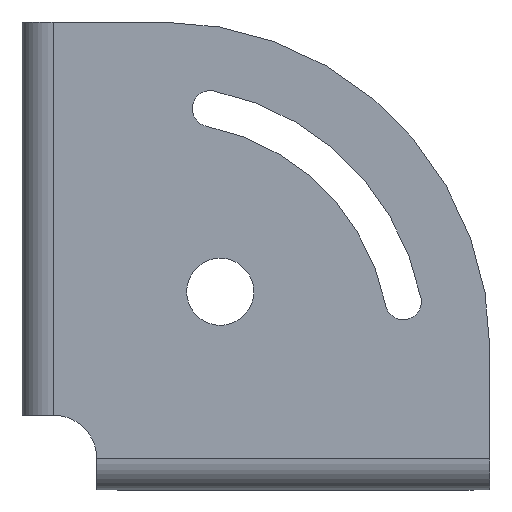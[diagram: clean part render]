
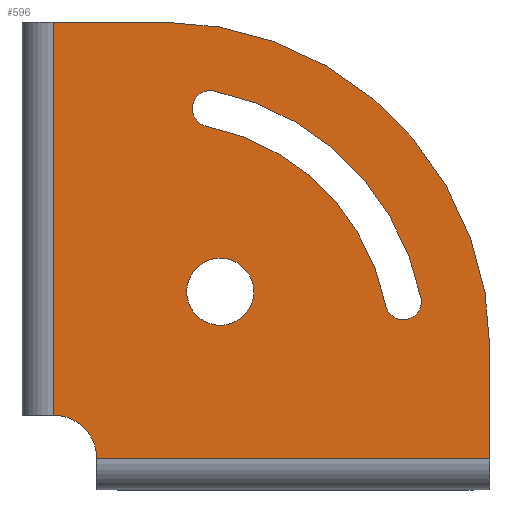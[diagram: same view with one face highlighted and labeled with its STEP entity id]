
A CAD part, front view. The second image highlights one B-rep face of the part: STEP entity #596.
In plain terms, the highlighted planar face has unit normal (0, -1, 0).
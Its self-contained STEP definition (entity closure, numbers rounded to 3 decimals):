
#3 = ORIENTED_EDGE ( 'NONE', *, *, #75, .T. ) ;
#21 = DIRECTION ( 'NONE',  ( 0., 0., 1. ) ) ;
#43 = CARTESIAN_POINT ( 'NONE',  ( 10.7, -3., 0. ) ) ;
#52 = CARTESIAN_POINT ( 'NONE',  ( 31.48, -3., 64.135 ) ) ;
#57 = AXIS2_PLACEMENT_3D ( 'NONE', #452, #1301, #928 ) ;
#59 = VERTEX_POINT ( 'NONE', #1043 ) ;
#60 = FACE_OUTER_BOUND ( 'NONE', #885, .T. ) ;
#71 = EDGE_CURVE ( 'NONE', #420, #59, #980, .T. ) ;
#75 = EDGE_CURVE ( 'NONE', #616, #284, #672, .T. ) ;
#84 = DIRECTION ( 'NONE',  ( 0., 0., 1. ) ) ;
#88 = DIRECTION ( 'NONE',  ( 0., -1., 0. ) ) ;
#97 = CARTESIAN_POINT ( 'NONE',  ( 63.599, -3., 28.136 ) ) ;
#106 = VERTEX_POINT ( 'NONE', #140 ) ;
#128 = DIRECTION ( 'NONE',  ( 0., 0., 1. ) ) ;
#134 = LINE ( 'NONE', #438, #976 ) ;
#135 = VERTEX_POINT ( 'NONE', #567 ) ;
#139 = VECTOR ( 'NONE', #943, 1000. ) ;
#140 = CARTESIAN_POINT ( 'NONE',  ( 30.836, -3., 60.899 ) ) ;
#143 = EDGE_CURVE ( 'NONE', #262, #961, #365, .T. ) ;
#144 = ORIENTED_EDGE ( 'NONE', *, *, #723, .F. ) ;
#146 = DIRECTION ( 'NONE',  ( 0., 1., 0. ) ) ;
#154 = CARTESIAN_POINT ( 'NONE',  ( 2.7, -3., 80. ) ) ;
#170 = FACE_BOUND ( 'NONE', #629, .T. ) ;
#188 = VERTEX_POINT ( 'NONE', #1034 ) ;
#189 = ORIENTED_EDGE ( 'NONE', *, *, #1304, .F. ) ;
#230 = DIRECTION ( 'NONE',  ( 0., -1., 0. ) ) ;
#258 = EDGE_CURVE ( 'NONE', #135, #284, #968, .T. ) ;
#262 = VERTEX_POINT ( 'NONE', #97 ) ;
#273 = VERTEX_POINT ( 'NONE', #941 ) ;
#284 = VERTEX_POINT ( 'NONE', #851 ) ;
#291 = AXIS2_PLACEMENT_3D ( 'NONE', #52, #230, #994 ) ;
#318 = ORIENTED_EDGE ( 'NONE', *, *, #143, .F. ) ;
#365 = CIRCLE ( 'NONE', #57, 3.3 ) ;
#368 = DIRECTION ( 'NONE',  ( 0., -1., 0. ) ) ;
#382 = CARTESIAN_POINT ( 'NONE',  ( 82.7, -3., 80. ) ) ;
#407 = EDGE_LOOP ( 'NONE', ( #1067, #1267 ) ) ;
#409 = CARTESIAN_POINT ( 'NONE',  ( 33.307, -3., 30.607 ) ) ;
#418 = AXIS2_PLACEMENT_3D ( 'NONE', #1181, #449, #1075 ) ;
#420 = VERTEX_POINT ( 'NONE', #1315 ) ;
#425 = CARTESIAN_POINT ( 'NONE',  ( 0., -3., 0. ) ) ;
#428 = AXIS2_PLACEMENT_3D ( 'NONE', #409, #88, #627 ) ;
#436 = ORIENTED_EDGE ( 'NONE', *, *, #933, .T. ) ;
#438 = CARTESIAN_POINT ( 'NONE',  ( 0., -3., 80. ) ) ;
#449 = DIRECTION ( 'NONE',  ( 0., -1., 0. ) ) ;
#452 = CARTESIAN_POINT ( 'NONE',  ( 66.835, -3., 28.78 ) ) ;
#475 = DIRECTION ( 'NONE',  ( 0., 0., 1. ) ) ;
#533 = DIRECTION ( 'NONE',  ( 1., 0., 0. ) ) ;
#535 = CARTESIAN_POINT ( 'NONE',  ( 22.7, -3., 20. ) ) ;
#544 = CIRCLE ( 'NONE', #1074, 60. ) ;
#547 = CARTESIAN_POINT ( 'NONE',  ( 2.7, -3., 0. ) ) ;
#552 = AXIS2_PLACEMENT_3D ( 'NONE', #547, #772, #128 ) ;
#558 = FACE_BOUND ( 'NONE', #407, .T. ) ;
#567 = CARTESIAN_POINT ( 'NONE',  ( 82.7, -3., 20. ) ) ;
#596 = ADVANCED_FACE ( 'NONE', ( #558, #170, #60 ), #653, .F. ) ;
#604 = CARTESIAN_POINT ( 'NONE',  ( 2.7, -3., 8. ) ) ;
#616 = VERTEX_POINT ( 'NONE', #43 ) ;
#618 = ORIENTED_EDGE ( 'NONE', *, *, #1258, .F. ) ;
#620 = CIRCLE ( 'NONE', #552, 8. ) ;
#627 = DIRECTION ( 'NONE',  ( 0., 0., 1. ) ) ;
#629 = EDGE_LOOP ( 'NONE', ( #698, #144, #189, #618, #318 ) ) ;
#639 = CIRCLE ( 'NONE', #696, 41.7 ) ;
#653 = PLANE ( 'NONE',  #676 ) ;
#672 = LINE ( 'NONE', #425, #139 ) ;
#676 = AXIS2_PLACEMENT_3D ( 'NONE', #1004, #146, #475 ) ;
#696 = AXIS2_PLACEMENT_3D ( 'NONE', #535, #1169, #21 ) ;
#698 = ORIENTED_EDGE ( 'NONE', *, *, #1072, .F. ) ;
#718 = CARTESIAN_POINT ( 'NONE',  ( 33.307, -3., 30.607 ) ) ;
#723 = EDGE_CURVE ( 'NONE', #188, #106, #1131, .T. ) ;
#730 = DIRECTION ( 'NONE',  ( 0., -1., 0. ) ) ;
#770 = VERTEX_POINT ( 'NONE', #604 ) ;
#772 = DIRECTION ( 'NONE',  ( 0., -1., 0. ) ) ;
#777 = VECTOR ( 'NONE', #946, 1000. ) ;
#811 = ORIENTED_EDGE ( 'NONE', *, *, #258, .F. ) ;
#834 = VERTEX_POINT ( 'NONE', #1235 ) ;
#837 = CARTESIAN_POINT ( 'NONE',  ( 22.7, -3., 20. ) ) ;
#851 = CARTESIAN_POINT ( 'NONE',  ( 82.7, -3., 0. ) ) ;
#861 = ORIENTED_EDGE ( 'NONE', *, *, #1298, .F. ) ;
#880 = AXIS2_PLACEMENT_3D ( 'NONE', #837, #730, #84 ) ;
#885 = EDGE_LOOP ( 'NONE', ( #811, #436, #1368, #948, #861, #3 ) ) ;
#899 = CIRCLE ( 'NONE', #880, 48.3 ) ;
#910 = DIRECTION ( 'NONE',  ( 0., 0., 1. ) ) ;
#928 = DIRECTION ( 'NONE',  ( 0., 0., 1. ) ) ;
#933 = EDGE_CURVE ( 'NONE', #135, #1024, #544, .T. ) ;
#941 = CARTESIAN_POINT ( 'NONE',  ( 2.7, -3., 80. ) ) ;
#943 = DIRECTION ( 'NONE',  ( 1., 0., 0. ) ) ;
#946 = DIRECTION ( 'NONE',  ( 0., 0., -1. ) ) ;
#948 = ORIENTED_EDGE ( 'NONE', *, *, #1359, .T. ) ;
#961 = VERTEX_POINT ( 'NONE', #1209 ) ;
#968 = LINE ( 'NONE', #382, #777 ) ;
#976 = VECTOR ( 'NONE', #533, 1000. ) ;
#980 = CIRCLE ( 'NONE', #428, 6.15 ) ;
#981 = AXIS2_PLACEMENT_3D ( 'NONE', #718, #1347, #1016 ) ;
#989 = EDGE_CURVE ( 'NONE', #59, #420, #1330, .T. ) ;
#994 = DIRECTION ( 'NONE',  ( 0., 0., 1. ) ) ;
#1004 = CARTESIAN_POINT ( 'NONE',  ( 0., -3., 80. ) ) ;
#1010 = CARTESIAN_POINT ( 'NONE',  ( 22.7, -3., 20. ) ) ;
#1016 = DIRECTION ( 'NONE',  ( 0., 0., 1. ) ) ;
#1024 = VERTEX_POINT ( 'NONE', #1057 ) ;
#1034 = CARTESIAN_POINT ( 'NONE',  ( 31.48, -3., 67.435 ) ) ;
#1043 = CARTESIAN_POINT ( 'NONE',  ( 33.307, -3., 36.757 ) ) ;
#1049 = DIRECTION ( 'NONE',  ( 0., 0., -1. ) ) ;
#1052 = EDGE_CURVE ( 'NONE', #273, #1024, #134, .T. ) ;
#1057 = CARTESIAN_POINT ( 'NONE',  ( 22.7, -3., 80. ) ) ;
#1067 = ORIENTED_EDGE ( 'NONE', *, *, #989, .F. ) ;
#1068 = VECTOR ( 'NONE', #1049, 1000. ) ;
#1072 = EDGE_CURVE ( 'NONE', #106, #262, #639, .T. ) ;
#1074 = AXIS2_PLACEMENT_3D ( 'NONE', #1010, #368, #910 ) ;
#1075 = DIRECTION ( 'NONE',  ( 0., 0., 1. ) ) ;
#1131 = CIRCLE ( 'NONE', #291, 3.3 ) ;
#1137 = CIRCLE ( 'NONE', #418, 3.3 ) ;
#1169 = DIRECTION ( 'NONE',  ( 0., 1., 0. ) ) ;
#1181 = CARTESIAN_POINT ( 'NONE',  ( 31.48, -3., 64.135 ) ) ;
#1209 = CARTESIAN_POINT ( 'NONE',  ( 70.072, -3., 29.424 ) ) ;
#1235 = CARTESIAN_POINT ( 'NONE',  ( 32.124, -3., 67.372 ) ) ;
#1258 = EDGE_CURVE ( 'NONE', #961, #834, #899, .T. ) ;
#1267 = ORIENTED_EDGE ( 'NONE', *, *, #71, .F. ) ;
#1298 = EDGE_CURVE ( 'NONE', #616, #770, #620, .T. ) ;
#1301 = DIRECTION ( 'NONE',  ( 0., -1., 0. ) ) ;
#1304 = EDGE_CURVE ( 'NONE', #834, #188, #1137, .T. ) ;
#1315 = CARTESIAN_POINT ( 'NONE',  ( 33.307, -3., 24.457 ) ) ;
#1330 = CIRCLE ( 'NONE', #981, 6.15 ) ;
#1347 = DIRECTION ( 'NONE',  ( 0., -1., 0. ) ) ;
#1356 = LINE ( 'NONE', #154, #1068 ) ;
#1359 = EDGE_CURVE ( 'NONE', #273, #770, #1356, .T. ) ;
#1368 = ORIENTED_EDGE ( 'NONE', *, *, #1052, .F. ) ;
